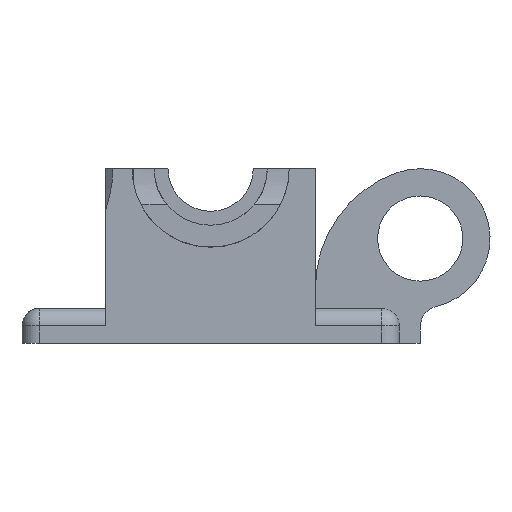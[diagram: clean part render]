
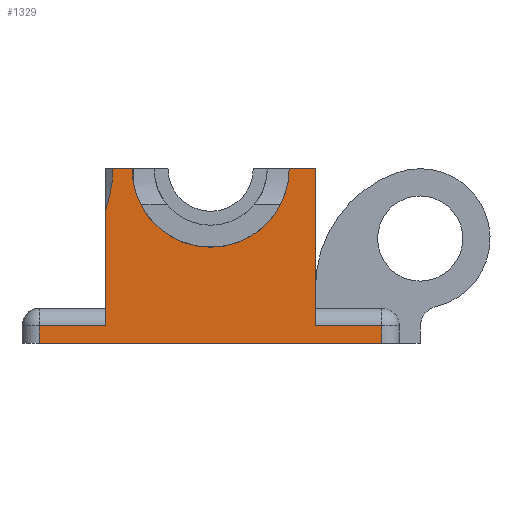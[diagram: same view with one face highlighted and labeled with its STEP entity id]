
A CAD part, front view. The second image highlights one B-rep face of the part: STEP entity #1329.
In plain terms, the highlighted planar face has unit normal (0, -1, 0).
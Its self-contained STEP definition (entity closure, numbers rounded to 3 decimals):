
#78=PLANE('',#1414);
#112=FACE_OUTER_BOUND('',#193,.T.);
#193=EDGE_LOOP('',(#929,#930,#931,#932,#933,#934,#935,#936,#937,#938,#939));
#300=(
BOUNDED_CURVE()
B_SPLINE_CURVE(2,(#2000,#2001,#2002),.UNSPECIFIED.,.F.,.F.)
B_SPLINE_CURVE_WITH_KNOTS((3,3),(1.567,2.403),
 .UNSPECIFIED.)
CURVE()
GEOMETRIC_REPRESENTATION_ITEM()
RATIONAL_B_SPLINE_CURVE((1.271,1.309,1.309))
REPRESENTATION_ITEM('')
);
#303=CIRCLE('',#1415,11.25);
#374=LINE('',#2015,#485);
#375=LINE('',#2017,#486);
#376=LINE('',#2019,#487);
#377=LINE('',#2021,#488);
#378=LINE('',#2023,#489);
#379=LINE('',#2025,#490);
#380=LINE('',#2027,#491);
#381=LINE('',#2029,#492);
#382=LINE('',#2032,#493);
#485=VECTOR('',#1579,10.);
#486=VECTOR('',#1580,10.);
#487=VECTOR('',#1581,10.);
#488=VECTOR('',#1582,10.);
#489=VECTOR('',#1583,10.);
#490=VECTOR('',#1584,10.);
#491=VECTOR('',#1585,10.);
#492=VECTOR('',#1586,10.);
#493=VECTOR('',#1589,10.);
#596=VERTEX_POINT('',#1997);
#597=VERTEX_POINT('',#1999);
#600=VERTEX_POINT('',#2014);
#601=VERTEX_POINT('',#2016);
#602=VERTEX_POINT('',#2018);
#603=VERTEX_POINT('',#2020);
#604=VERTEX_POINT('',#2022);
#605=VERTEX_POINT('',#2024);
#606=VERTEX_POINT('',#2026);
#607=VERTEX_POINT('',#2028);
#608=VERTEX_POINT('',#2030);
#723=EDGE_CURVE('',#596,#597,#300,.T.);
#727=EDGE_CURVE('',#600,#596,#374,.T.);
#728=EDGE_CURVE('',#601,#600,#375,.T.);
#729=EDGE_CURVE('',#602,#601,#376,.T.);
#730=EDGE_CURVE('',#603,#602,#377,.T.);
#731=EDGE_CURVE('',#604,#603,#378,.T.);
#732=EDGE_CURVE('',#605,#604,#379,.T.);
#733=EDGE_CURVE('',#606,#605,#380,.T.);
#734=EDGE_CURVE('',#607,#606,#381,.T.);
#735=EDGE_CURVE('',#607,#608,#303,.T.);
#736=EDGE_CURVE('',#597,#608,#382,.T.);
#929=ORIENTED_EDGE('',*,*,#723,.F.);
#930=ORIENTED_EDGE('',*,*,#727,.F.);
#931=ORIENTED_EDGE('',*,*,#728,.F.);
#932=ORIENTED_EDGE('',*,*,#729,.F.);
#933=ORIENTED_EDGE('',*,*,#730,.F.);
#934=ORIENTED_EDGE('',*,*,#731,.F.);
#935=ORIENTED_EDGE('',*,*,#732,.F.);
#936=ORIENTED_EDGE('',*,*,#733,.F.);
#937=ORIENTED_EDGE('',*,*,#734,.F.);
#938=ORIENTED_EDGE('',*,*,#735,.T.);
#939=ORIENTED_EDGE('',*,*,#736,.F.);
#1329=ADVANCED_FACE('',(#112),#78,.F.);
#1414=AXIS2_PLACEMENT_3D('',#2013,#1577,#1578);
#1415=AXIS2_PLACEMENT_3D('',#2031,#1587,#1588);
#1577=DIRECTION('center_axis',(0.,1.,0.));
#1578=DIRECTION('ref_axis',(1.,0.,0.));
#1579=DIRECTION('',(0.,0.,1.));
#1580=DIRECTION('',(1.,0.,0.));
#1581=DIRECTION('',(0.,0.,1.));
#1582=DIRECTION('',(-1.,0.,0.));
#1583=DIRECTION('',(0.,0.,-1.));
#1584=DIRECTION('',(1.,0.,0.));
#1585=DIRECTION('',(0.,0.,-1.));
#1586=DIRECTION('',(1.,0.,0.));
#1587=DIRECTION('center_axis',(0.,1.,0.));
#1588=DIRECTION('ref_axis',(0.,0.,-1.));
#1589=DIRECTION('',(1.,0.,0.));
#1997=CARTESIAN_POINT('',(-15.,0.,-5.916));
#1999=CARTESIAN_POINT('',(-14.,0.,0.));
#2000=CARTESIAN_POINT('Ctrl Pts',(-15.,0.,-5.916));
#2001=CARTESIAN_POINT('Ctrl Pts',(-14.,0.,-2.874));
#2002=CARTESIAN_POINT('Ctrl Pts',(-14.,0.,0.));
#2013=CARTESIAN_POINT('Origin',(0.,0.,-12.5));
#2014=CARTESIAN_POINT('',(-15.,0.,-22.5));
#2015=CARTESIAN_POINT('',(-15.,0.,-20.));
#2016=CARTESIAN_POINT('',(-24.5,0.,-22.5));
#2017=CARTESIAN_POINT('',(-13.5,0.,-22.5));
#2018=CARTESIAN_POINT('',(-24.5,0.,-25.));
#2019=CARTESIAN_POINT('',(-24.5,0.,-18.75));
#2020=CARTESIAN_POINT('',(24.5,0.,-25.));
#2021=CARTESIAN_POINT('',(27.,0.,-25.));
#2022=CARTESIAN_POINT('',(24.5,0.,-22.5));
#2023=CARTESIAN_POINT('',(24.5,0.,-16.25));
#2024=CARTESIAN_POINT('',(15.,0.,-22.5));
#2025=CARTESIAN_POINT('',(7.5,0.,-22.5));
#2026=CARTESIAN_POINT('',(15.,0.,0.));
#2027=CARTESIAN_POINT('',(15.,0.,0.));
#2028=CARTESIAN_POINT('',(11.25,0.,0.));
#2029=CARTESIAN_POINT('',(-15.,0.,0.));
#2030=CARTESIAN_POINT('',(-11.25,0.,0.));
#2031=CARTESIAN_POINT('Origin',(0.,0.,0.));
#2032=CARTESIAN_POINT('',(-15.,0.,0.));
